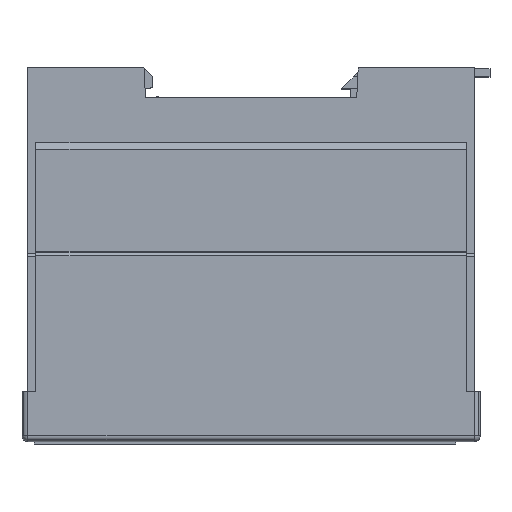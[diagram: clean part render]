
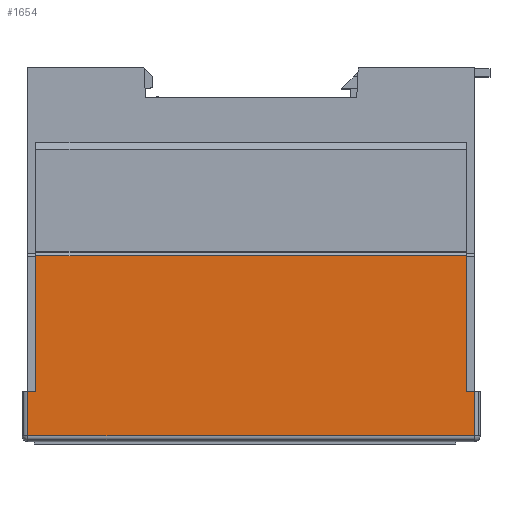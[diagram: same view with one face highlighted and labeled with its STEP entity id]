
A CAD part, top view. The second image highlights one B-rep face of the part: STEP entity #1654.
In plain terms, the highlighted planar face has unit normal (0, 0, 1).
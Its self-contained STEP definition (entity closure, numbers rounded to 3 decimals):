
#1654=ADVANCED_FACE('',(#4363),#4364,.T.);
#4363=FACE_OUTER_BOUND('',#8209,.T.);
#4364=PLANE('',#8210);
#8209=EDGE_LOOP('',(#16410,#16411,#16412,#16413,#16414,#16415,#16416,#16417));
#8210=AXIS2_PLACEMENT_3D('',#16418,#16419,#16420);
#16410=ORIENTED_EDGE('',*,*,#26386,.T.);
#16411=ORIENTED_EDGE('',*,*,#26175,.T.);
#16412=ORIENTED_EDGE('',*,*,#26038,.F.);
#16413=ORIENTED_EDGE('',*,*,#26042,.F.);
#16414=ORIENTED_EDGE('',*,*,#26067,.F.);
#16415=ORIENTED_EDGE('',*,*,#26109,.T.);
#16416=ORIENTED_EDGE('',*,*,#26387,.T.);
#16417=ORIENTED_EDGE('',*,*,#26388,.F.);
#16418=CARTESIAN_POINT('',(23.402,46.41,20.75));
#16419=DIRECTION('',(0.0,0.0,1.0));
#16420=DIRECTION('',(1.0,0.0,0.0));
#26038=EDGE_CURVE('',#31003,#31005,#31006,.T.);
#26042=EDGE_CURVE('',#31009,#31003,#31011,.T.);
#26067=EDGE_CURVE('',#31043,#31009,#31045,.T.);
#26109=EDGE_CURVE('',#31043,#31103,#31105,.T.);
#26175=EDGE_CURVE('',#31194,#31005,#31195,.T.);
#26386=EDGE_CURVE('',#31461,#31194,#31462,.T.);
#26387=EDGE_CURVE('',#31103,#31463,#31464,.T.);
#26388=EDGE_CURVE('',#31461,#31463,#31465,.T.);
#31003=VERTEX_POINT('',#37908);
#31005=VERTEX_POINT('',#37910);
#31006=LINE('',#37911,#37912);
#31009=VERTEX_POINT('',#37915);
#31011=LINE('',#37917,#37918);
#31043=VERTEX_POINT('',#37960);
#31045=LINE('',#37962,#37963);
#31103=VERTEX_POINT('',#38048);
#31105=LINE('',#38051,#38052);
#31194=VERTEX_POINT('',#38180);
#31195=LINE('',#38181,#38182);
#31461=VERTEX_POINT('',#38543);
#31462=LINE('',#38544,#38545);
#31463=VERTEX_POINT('',#38546);
#31464=LINE('',#38547,#38548);
#31465=LINE('',#38549,#38550);
#37908=CARTESIAN_POINT('',(-52.598,31.06,20.75));
#37910=CARTESIAN_POINT('',(-52.598,38.46,20.75));
#37911=CARTESIAN_POINT('',(-52.598,31.06,20.75));
#37912=VECTOR('',#48137,7.4);
#37915=CARTESIAN_POINT('',(22.402,31.06,20.75));
#37917=CARTESIAN_POINT('',(22.402,31.06,20.75));
#37918=VECTOR('',#48144,75.0);
#37960=CARTESIAN_POINT('',(22.402,38.46,20.75));
#37962=CARTESIAN_POINT('',(22.402,38.46,20.75));
#37963=VECTOR('',#48176,7.4);
#38048=CARTESIAN_POINT('',(21.052,38.46,20.75));
#38051=CARTESIAN_POINT('',(22.402,38.46,20.75));
#38052=VECTOR('',#48208,1.35);
#38180=CARTESIAN_POINT('',(-51.248,38.46,20.75));
#38181=CARTESIAN_POINT('',(-51.248,38.46,20.75));
#38182=VECTOR('',#48263,1.35);
#38543=CARTESIAN_POINT('',(-51.248,61.26,20.75));
#38544=CARTESIAN_POINT('',(-51.248,61.26,20.75));
#38545=VECTOR('',#48521,22.8);
#38546=CARTESIAN_POINT('',(21.052,61.26,20.75));
#38547=CARTESIAN_POINT('',(21.052,38.46,20.75));
#38548=VECTOR('',#48522,22.8);
#38549=CARTESIAN_POINT('',(-51.248,61.26,20.75));
#38550=VECTOR('',#48523,72.3);
#48137=DIRECTION('',(0.0,1.0,0.0));
#48144=DIRECTION('',(-1.0,0.0,0.0));
#48176=DIRECTION('',(0.0,-1.0,0.0));
#48208=DIRECTION('',(-1.0,0.0,0.0));
#48263=DIRECTION('',(-1.0,0.0,0.0));
#48521=DIRECTION('',(0.0,-1.0,0.0));
#48522=DIRECTION('',(0.0,1.0,0.0));
#48523=DIRECTION('',(1.0,0.0,0.0));
